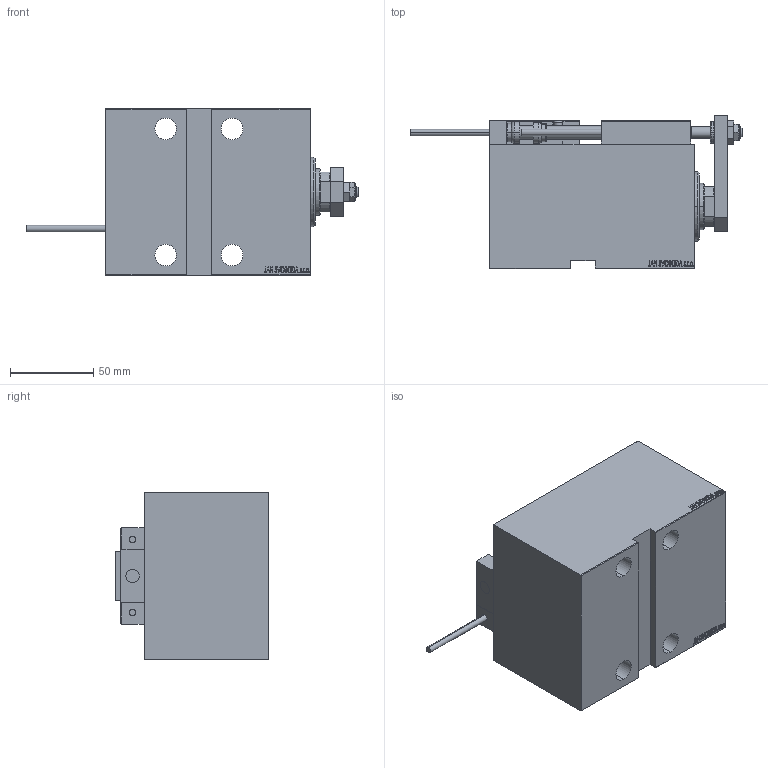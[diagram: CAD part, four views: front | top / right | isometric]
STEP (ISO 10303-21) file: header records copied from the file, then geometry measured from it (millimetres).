
FILE_DESCRIPTION (( 'STEP AP203' ), '1' );
FILE_NAME ('d072.STEP', '2024-09-02T07:23:59', ( '' ), ( '' ), 'SwSTEP 2.0', 'SolidWorks 2019', '' );
FILE_SCHEMA (( 'CONFIG_CONTROL_DESIGN' ));
Length unit declared in the file: millimetre
Products named in the file (16): V450CM_VC_B fef86ae68c7f638df5989a99601d0829; ALLEN BOLT D8 fef86ae68c7f638df5989a99601d0829; NUT_D12 fef86ae68c7f638df5989a99601d0829; TYC_L79 fef86ae68c7f638df5989a99601d0829; SWITCH X fef86ae68c7f638df5989a99601d0829; ZARAZKA fef86ae68c7f638df5989a99601d0829; MAGNET fef86ae68c7f638df5989a99601d0829; KONCOVKA fef86ae68c7f638df5989a99601d0829; d072; V450CM_E_Body fef86ae68c7f638df5989a99601d0829; NUT_D10 fef86ae68c7f638df5989a99601d0829; Block fef86ae68c7f638df5989a99601d0829; SWITCH_X_FRONT_BACK fef86ae68c7f638df5989a99601d0829; SWITCH DIM B,W fef86ae68c7f638df5989a99601d0829; ALLEN BOLT D5 fef86ae68c7f638df5989a99601d0829; V450CM_E_VCP fef86ae68c7f638df5989a99601d0829
Assembly tree (25 placements, depth 3):
  d072
    V450CM_E_Body fef86ae68c7f638df5989a99601d0829
    V450CM_E_VCP fef86ae68c7f638df5989a99601d0829
    V450CM_VC_B fef86ae68c7f638df5989a99601d0829
    SWITCH X fef86ae68c7f638df5989a99601d0829
      SWITCH_X_FRONT_BACK fef86ae68c7f638df5989a99601d0829  x2
      TYC_L79 fef86ae68c7f638df5989a99601d0829
      Block fef86ae68c7f638df5989a99601d0829  x2
      ALLEN BOLT D5 fef86ae68c7f638df5989a99601d0829  x4
      ALLEN BOLT D8 fef86ae68c7f638df5989a99601d0829  x4
      MAGNET fef86ae68c7f638df5989a99601d0829  x2
      KONCOVKA fef86ae68c7f638df5989a99601d0829  x2
    SWITCH DIM B,W fef86ae68c7f638df5989a99601d0829
    ZARAZKA fef86ae68c7f638df5989a99601d0829
    NUT_D10 fef86ae68c7f638df5989a99601d0829
    NUT_D12 fef86ae68c7f638df5989a99601d0829
Bounding box: 199.7 x 92.5 x 100 mm (x, y, z)
Volume: 857034 mm3; surface area: 147597.4 mm2
Topology: 24 solids, 24 shells, 1295 faces, 3100 edges, 1982 vertices
Faces by surface type: plane 572, bspline 380, cylinder 182, cone 113, torus 44, sphere 4
Entity records: 50081 total; most frequent: CARTESIAN_POINT 25423, ORIENTED_EDGE 5220, DIRECTION 3509, EDGE_CURVE 2610, VERTEX_POINT 1706, LINE 1509, VECTOR 1509, EDGE_LOOP 1204
